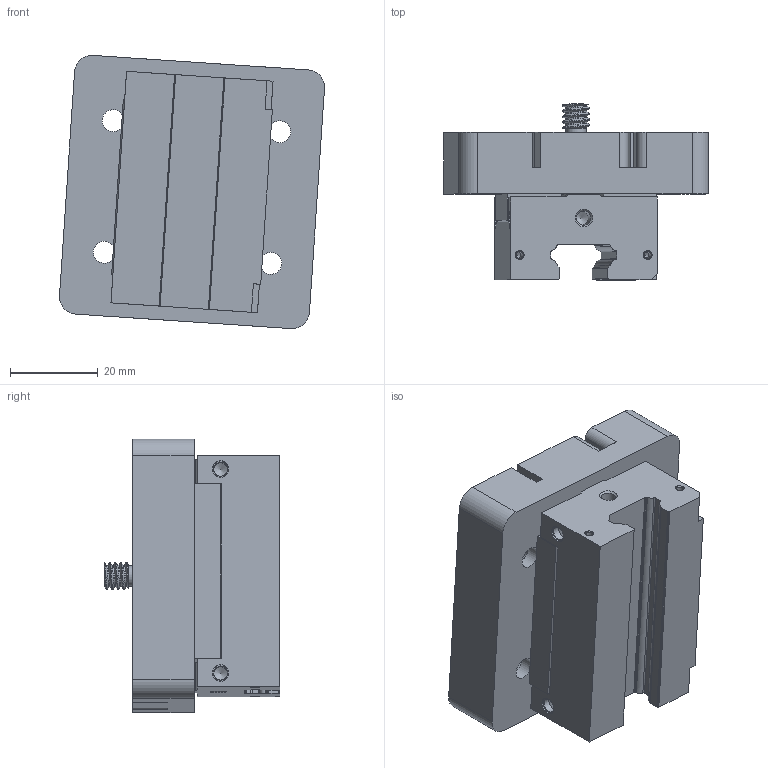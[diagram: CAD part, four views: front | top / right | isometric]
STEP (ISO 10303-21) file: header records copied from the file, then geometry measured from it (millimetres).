
FILE_DESCRIPTION(/* description */ (''),/* implementation_level */ '2;1');
FILE_NAME(/* name */ 'Platform Subassembly Small.step',/* time_stamp */ '2018-03-06T09:29:32-06:00',/* author */ (''),/* organization */ (''),/* preprocessor_version */ 'ST-DEVELOPER v16.13',/* originating_system */ 'Autodesk Translation Framework v6.5.0.72',/* authorisation */ '');
FILE_SCHEMA (('AUTOMOTIVE_DESIGN { 1 0 10303 214 3 1 1 }'));
Length unit declared in the file: millimetre
Products named in the file (9): Platform Subassembly Small; Slide Rail Platform - Small; Platform; Camera Platform; Quarter Inch D-Ring Tripod Mount; Tripod Screw; 2mm Swivel Pin; D-Ring; 91290A113
Assembly tree (12 placements, depth 4):
  Platform Subassembly Small
    Slide Rail Platform - Small
    Platform
      Camera Platform
    Quarter Inch D-Ring Tripod Mount
      Tripod Screw
        2mm Swivel Pin  x2
        D-Ring
    91290A113  x4
Bounding box: 60.29 x 40 x 62.15 mm (x, y, z)
Volume: 66926.8 mm3; surface area: 23625 mm2
Topology: 7 solids, 7 shells, 457 faces, 1242 edges, 822 vertices
Faces by surface type: cylinder 224, plane 151, cone 72, bspline 10
Full cylindrical faces by diameter (mm): 1.567 x4, 2 x4, 2.35 x56, 3 x60, 3.1 x4, 3.14 x4, 3.242 x6, 3.8 x4, 4.6 x1, 4.975 x4, 5 x4, 5.3 x2, 5.5 x4, 6.35 x4, 8.5 x1, 11.5 x1, 16.5 x1
Entity records: 13907 total; most frequent: CARTESIAN_POINT 6131, ORIENTED_EDGE 1596, DIRECTION 1549, EDGE_CURVE 798, AXIS2_PLACEMENT_3D 562, VERTEX_POINT 543, LINE 425, VECTOR 425
